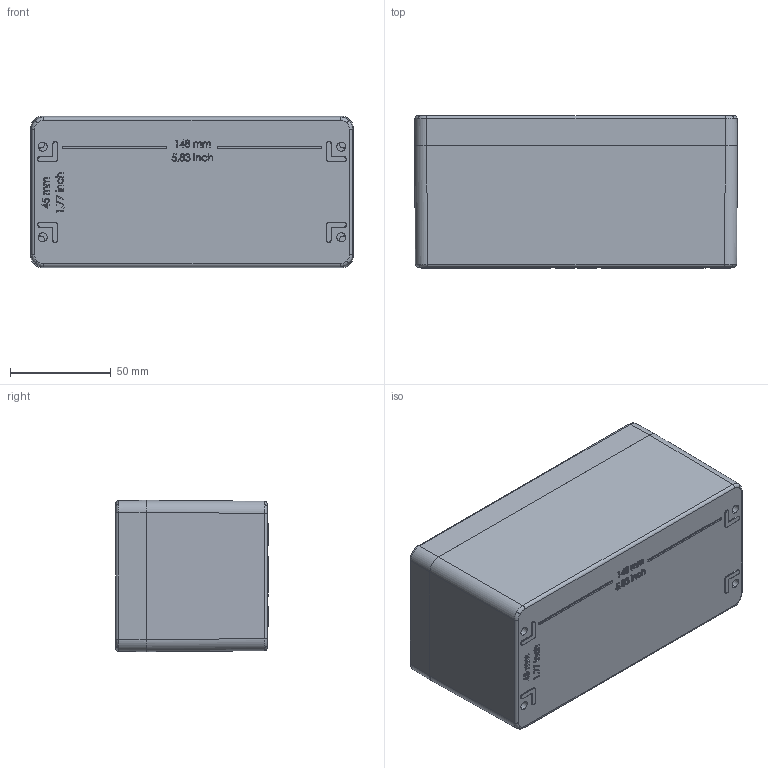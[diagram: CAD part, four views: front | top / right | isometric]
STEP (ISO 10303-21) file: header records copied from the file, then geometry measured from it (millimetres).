
FILE_DESCRIPTION (( 'STEP AP214' ), '1' );
FILE_NAME ('62081608.STEP', '2017-06-30T10:28:52', ( 'Macha' ), ( 'Hewlett-Packard Company' ), 'SwSTEP 2.0', 'SolidWorks 2015', '' );
FILE_SCHEMA (( 'AUTOMOTIVE_DESIGN' ));
Length unit declared in the file: millimetre
Products named in the file (8): 82014_430; 93133; 21652; 21653; 86223; 86221; 21653_Unterteil; 62081608
Assembly tree (14 placements, depth 3):
  62081608
    21653
      21653_Unterteil
      86221  x2
      86223  x4
    21652
    93133  x4
    82014_430
Bounding box: 160 x 75.5 x 75 mm (x, y, z)
Volume: 279999.3 mm3; surface area: 122603.2 mm2
Topology: 13 solids, 13 shells, 1507 faces, 3831 edges, 2434 vertices
Faces by surface type: plane 609, bspline 444, cylinder 206, cone 178, torus 70
Entity records: 57479 total; most frequent: CARTESIAN_POINT 29210, ORIENTED_EDGE 6566, DIRECTION 4543, EDGE_CURVE 3283, VERTEX_POINT 2108, VECTOR 1725, LINE 1725, AXIS2_PLACEMENT_3D 1409
